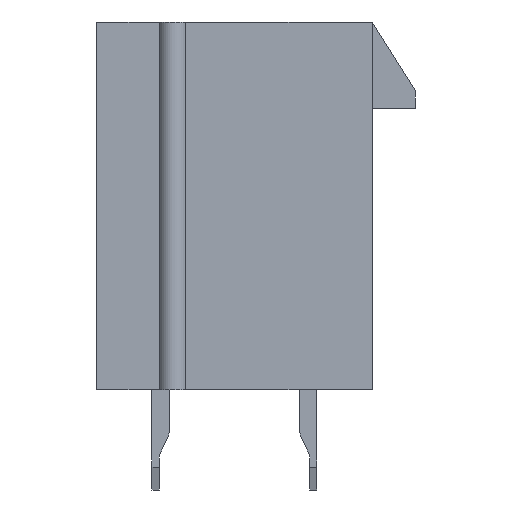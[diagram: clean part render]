
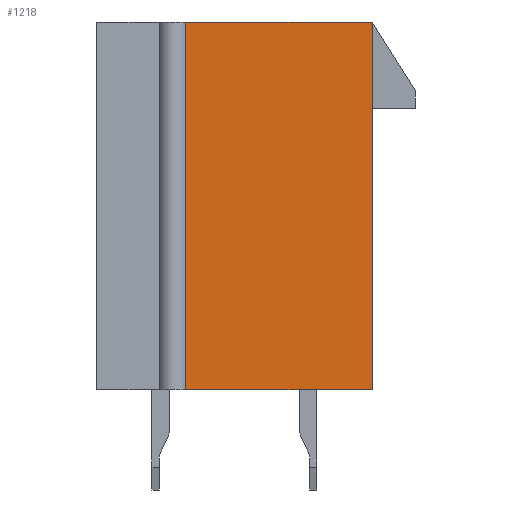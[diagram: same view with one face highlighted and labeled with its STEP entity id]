
A CAD part, left-side view. The second image highlights one B-rep face of the part: STEP entity #1218.
In plain terms, the highlighted planar face has unit normal (-1, 0, 0).
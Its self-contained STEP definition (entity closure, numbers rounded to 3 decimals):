
#1218 = ADVANCED_FACE( '', ( #2774 ), #2775, .T. );
#2774 = FACE_OUTER_BOUND( '', #4789, .T. );
#2775 = PLANE( '', #4790 );
#4789 = EDGE_LOOP( '', ( #7865, #7866, #7867, #7868 ) );
#4790 = AXIS2_PLACEMENT_3D( '', #7869, #7870, #7871 );
#7865 = ORIENTED_EDGE( '', *, *, #14030, .T. );
#7866 = ORIENTED_EDGE( '', *, *, #14031, .F. );
#7867 = ORIENTED_EDGE( '', *, *, #14032, .T. );
#7868 = ORIENTED_EDGE( '', *, *, #14033, .T. );
#7869 = CARTESIAN_POINT( '', ( -25.85, 0., 0. ) );
#7870 = DIRECTION( '', ( -1., 0., 0. ) );
#7871 = DIRECTION( '', ( 0., 0., 1. ) );
#14030 = EDGE_CURVE( '', #17480, #17481, #17482, .T. );
#14031 = EDGE_CURVE( '', #17483, #17481, #17484, .T. );
#14032 = EDGE_CURVE( '', #17483, #17485, #17486, .T. );
#14033 = EDGE_CURVE( '', #17485, #17480, #17487, .T. );
#17480 = VERTEX_POINT( '', #22383 );
#17481 = VERTEX_POINT( '', #22384 );
#17482 = LINE( '', #22385, #22386 );
#17483 = VERTEX_POINT( '', #22387 );
#17484 = LINE( '', #22388, #22389 );
#17485 = VERTEX_POINT( '', #22390 );
#17486 = LINE( '', #22391, #22392 );
#17487 = LINE( '', #22393, #22394 );
#22383 = CARTESIAN_POINT( '', ( -25.85, -4.8, 6.4 ) );
#22384 = CARTESIAN_POINT( '', ( -25.85, 1.7, 6.4 ) );
#22385 = CARTESIAN_POINT( '', ( -25.85, -4.8, 6.4 ) );
#22386 = VECTOR( '', #26809, 1000. );
#22387 = CARTESIAN_POINT( '', ( -25.85, 1.7, -6.4 ) );
#22388 = CARTESIAN_POINT( '', ( -25.85, 1.7, -6.4 ) );
#22389 = VECTOR( '', #26810, 1000. );
#22390 = CARTESIAN_POINT( '', ( -25.85, -4.8, -6.4 ) );
#22391 = CARTESIAN_POINT( '', ( -25.85, 4.8, -6.4 ) );
#22392 = VECTOR( '', #26811, 1000. );
#22393 = CARTESIAN_POINT( '', ( -25.85, -4.8, -6.4 ) );
#22394 = VECTOR( '', #26812, 1000. );
#26809 = DIRECTION( '', ( 0., 1., 0. ) );
#26810 = DIRECTION( '', ( 0., 0., 1. ) );
#26811 = DIRECTION( '', ( 0., -1., 0. ) );
#26812 = DIRECTION( '', ( 0., 0., 1. ) );
